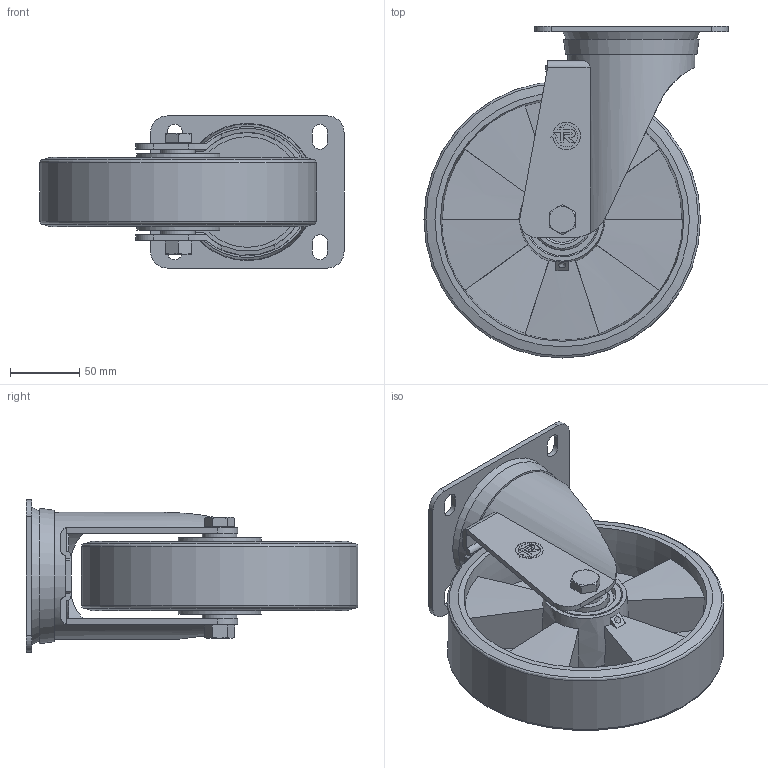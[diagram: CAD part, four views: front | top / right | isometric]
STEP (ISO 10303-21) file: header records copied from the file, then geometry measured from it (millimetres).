
FILE_DESCRIPTION( ( 'STEP AP214' ), ' ' );
FILE_NAME( '659606.stp', '2018-04-04T08:51:34', ( '' ), ( '' ), ' ', 'PARTsolutions', ' ' );
FILE_SCHEMA( ( 'AUTOMOTIVE_DESIGN { 1 0 10303 214 1 1 1 1 }' ) );
Length unit declared in the file: millimetre
Products named in the file (8): 659606; _653106; _Serie 65 AL S - 200-25; _SRP/M 200-140x110-b; _Bolt M12(25-200-50-80GREY); _Nut M12(200-50-25-60GREY); _Shaft 200-M12-50-25600; _Serie 65 AL HUB - 200-25
Assembly tree (8 placements, depth 2):
  659606
    _653106
    _Serie 65 AL S - 200-25
    _SRP/M 200-140x110-b
    _Bolt M12(25-200-50-80GREY)
    _Nut M12(200-50-25-60GREY)
    _Shaft 200-M12-50-25600
    _Serie 65 AL HUB - 200-25  x2
Bounding box: 220 x 240 x 110 mm (x, y, z)
Volume: 865323.5 mm3; surface area: 290047.8 mm2
Topology: 8 solids, 8 shells, 332 faces, 807 edges, 513 vertices
Faces by surface type: plane 178, cylinder 74, cone 57, torus 20, bspline 3
Full cylindrical faces by diameter (mm): 10.106 x1, 12 x4, 16.47 x1, 21 x1, 25 x3, 26 x1, 30 x1, 32.069 x1, 32.7 x4, 35.6 x4, 41.4 x4, 44.3 x4, 52 x4, 80 x1, 86 x1, 92 x1, 200 x1
Entity records: 12319 total; most frequent: CARTESIAN_POINT 2612, DIRECTION 1445, ORIENTED_EDGE 1410, EDGE_CURVE 705, AXIS2_PLACEMENT_3D 554, VERTEX_POINT 485, EDGE_LOOP 409, FACE_OUTER_BOUND 356
